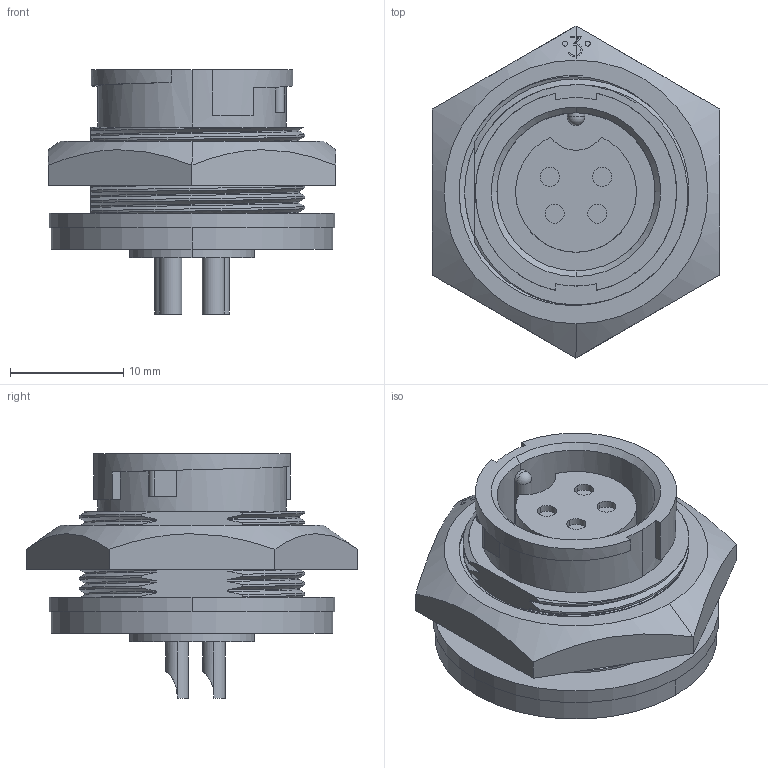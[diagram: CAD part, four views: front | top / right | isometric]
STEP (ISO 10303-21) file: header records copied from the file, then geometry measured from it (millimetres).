
FILE_DESCRIPTION (( 'STEP AP203' ), '1' );
FILE_NAME ('4282-4SG-300.STEP', '2015-07-30T16:47:16', ( '' ), ( '' ), 'SwSTEP 2.0', 'SolidWorks 2014', '' );
FILE_SCHEMA (( 'CONFIG_CONTROL_DESIGN' ));
Length unit declared in the file: millimetre
Products named in the file (1): 4282-4SG-300
Bounding box: 25.4 x 29.33 x 21.64 mm (x, y, z)
Volume: 5237.4 mm3; surface area: 4159 mm2
Topology: 2 solids, 2 shells, 317 faces, 855 edges, 566 vertices
Faces by surface type: plane 148, cylinder 84, bspline 74, cone 10, sphere 1
Entity records: 18873 total; most frequent: CARTESIAN_POINT 11754, ORIENTED_EDGE 1706, DIRECTION 1090, EDGE_CURVE 853, VERTEX_POINT 565, VECTOR 442, LINE 442, EDGE_LOOP 344
